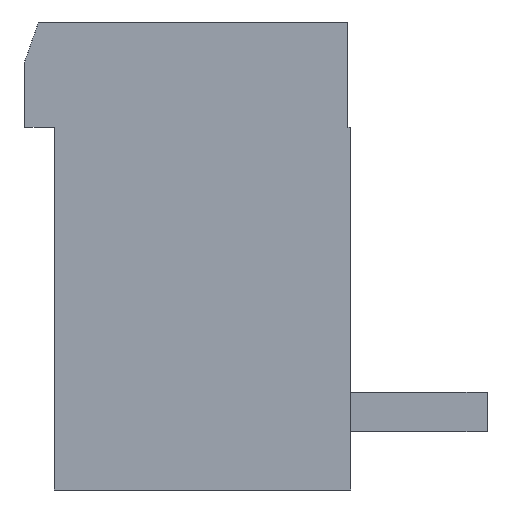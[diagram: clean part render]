
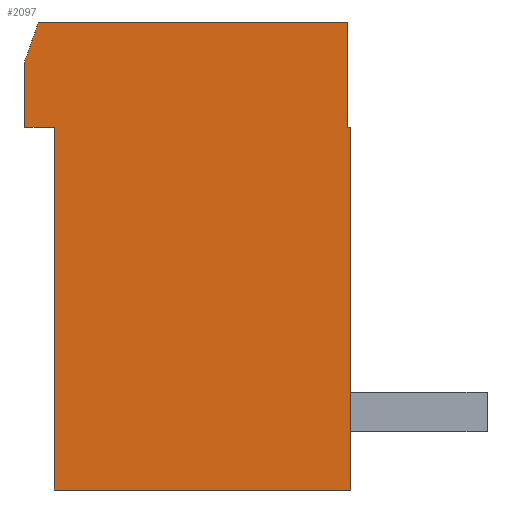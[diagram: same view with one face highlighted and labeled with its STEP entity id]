
A CAD part, left-side view. The second image highlights one B-rep face of the part: STEP entity #2097.
In plain terms, the highlighted planar face has unit normal (-1, 0, 0).
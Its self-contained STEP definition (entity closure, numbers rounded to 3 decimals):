
#72=DIRECTION('',(0.,-1.,0.));
#73=VECTOR('',#72,7.93);
#74=CARTESIAN_POINT('',(-13.61,4.15,0.));
#75=LINE('',#74,#73);
#76=DIRECTION('',(0.,0.,-1.));
#77=VECTOR('',#76,2.7);
#78=CARTESIAN_POINT('',(-13.61,-3.78,0.));
#79=LINE('',#78,#77);
#80=DIRECTION('',(0.,-1.,0.));
#81=VECTOR('',#80,0.07);
#82=CARTESIAN_POINT('',(-13.61,-3.78,-2.7));
#83=LINE('',#82,#81);
#84=DIRECTION('',(0.,0.,-1.));
#85=VECTOR('',#84,9.3);
#86=CARTESIAN_POINT('',(-13.61,-3.85,-2.7));
#87=LINE('',#86,#85);
#88=DIRECTION('',(0.,1.,0.));
#89=VECTOR('',#88,7.6);
#90=CARTESIAN_POINT('',(-13.61,-3.85,-12.));
#91=LINE('',#90,#89);
#92=DIRECTION('',(0.,0.,1.));
#93=VECTOR('',#92,9.3);
#94=CARTESIAN_POINT('',(-13.61,3.75,-12.));
#95=LINE('',#94,#93);
#96=DIRECTION('',(0.,1.,0.));
#97=VECTOR('',#96,0.75);
#98=CARTESIAN_POINT('',(-13.61,3.75,-2.7));
#99=LINE('',#98,#97);
#100=DIRECTION('',(0.,0.,1.));
#101=VECTOR('',#100,1.7);
#102=CARTESIAN_POINT('',(-13.61,4.5,-2.7));
#103=LINE('',#102,#101);
#104=DIRECTION('',(0.,-0.33,0.944));
#105=VECTOR('',#104,1.059);
#106=CARTESIAN_POINT('',(-13.61,4.5,-1.));
#107=LINE('',#106,#105);
#1592=CARTESIAN_POINT('',(-13.61,4.15,0.));
#1593=CARTESIAN_POINT('',(-13.61,-3.78,0.));
#1594=VERTEX_POINT('',#1592);
#1595=VERTEX_POINT('',#1593);
#1596=CARTESIAN_POINT('',(-13.61,-3.78,-2.7));
#1597=VERTEX_POINT('',#1596);
#1598=CARTESIAN_POINT('',(-13.61,-3.85,-2.7));
#1599=VERTEX_POINT('',#1598);
#1600=CARTESIAN_POINT('',(-13.61,-3.85,-12.));
#1601=VERTEX_POINT('',#1600);
#1602=CARTESIAN_POINT('',(-13.61,3.75,-12.));
#1603=VERTEX_POINT('',#1602);
#1604=CARTESIAN_POINT('',(-13.61,3.75,-2.7));
#1605=VERTEX_POINT('',#1604);
#1606=CARTESIAN_POINT('',(-13.61,4.5,-2.7));
#1607=VERTEX_POINT('',#1606);
#1608=CARTESIAN_POINT('',(-13.61,4.5,-1.));
#1609=VERTEX_POINT('',#1608);
#2072=CARTESIAN_POINT('',(-13.61,0.,0.));
#2073=DIRECTION('',(1.,0.,0.));
#2074=DIRECTION('',(0.,0.,-1.));
#2075=AXIS2_PLACEMENT_3D('',#2072,#2073,#2074);
#2076=PLANE('',#2075);
#2078=ORIENTED_EDGE('',*,*,#2077,.T.);
#2080=ORIENTED_EDGE('',*,*,#2079,.T.);
#2082=ORIENTED_EDGE('',*,*,#2081,.T.);
#2084=ORIENTED_EDGE('',*,*,#2083,.T.);
#2086=ORIENTED_EDGE('',*,*,#2085,.T.);
#2088=ORIENTED_EDGE('',*,*,#2087,.T.);
#2090=ORIENTED_EDGE('',*,*,#2089,.T.);
#2092=ORIENTED_EDGE('',*,*,#2091,.T.);
#2094=ORIENTED_EDGE('',*,*,#2093,.T.);
#2095=EDGE_LOOP('',(#2078,#2080,#2082,#2084,#2086,#2088,#2090,#2092,#2094));
#2096=FACE_OUTER_BOUND('',#2095,.F.);
#2097=ADVANCED_FACE('',(#2096),#2076,.F.);
#2077=EDGE_CURVE('',#1594,#1595,#75,.T.);
#2079=EDGE_CURVE('',#1595,#1597,#79,.T.);
#2081=EDGE_CURVE('',#1597,#1599,#83,.T.);
#2083=EDGE_CURVE('',#1599,#1601,#87,.T.);
#2085=EDGE_CURVE('',#1601,#1603,#91,.T.);
#2087=EDGE_CURVE('',#1603,#1605,#95,.T.);
#2089=EDGE_CURVE('',#1605,#1607,#99,.T.);
#2091=EDGE_CURVE('',#1607,#1609,#103,.T.);
#2093=EDGE_CURVE('',#1609,#1594,#107,.T.);
